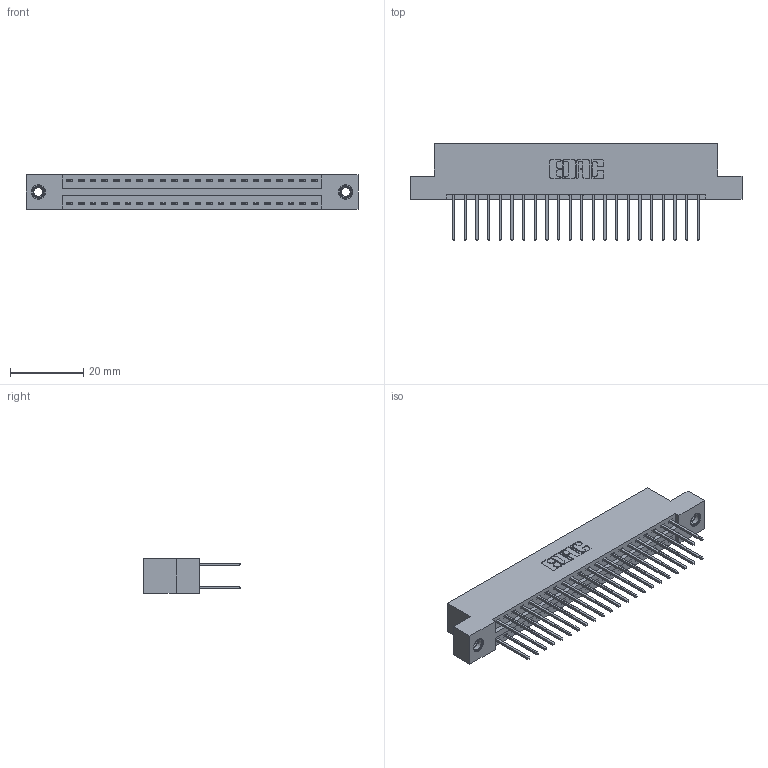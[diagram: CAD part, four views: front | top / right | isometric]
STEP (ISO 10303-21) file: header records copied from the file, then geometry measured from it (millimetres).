
FILE_DESCRIPTION (( 'STEP AP203' ), '1' );
FILE_NAME ('396-044-522-207.STEP', '2019-10-30T11:23:47', ( '' ), ( '' ), 'SwSTEP 2.0', 'SolidWorks 2016', '' );
FILE_SCHEMA (( 'CONFIG_CONTROL_DESIGN' ));
Length unit declared in the file: inch
Products named in the file (4): 345-292-001_345-293-122; 346 Part_Flush Mounting Lugs - 0.156 Dia-TI; 396-044-522-207; 345-250-001_345-250-005-103
Assembly tree (47 placements, depth 2):
  396-044-522-207
    346 Part_Flush Mounting Lugs - 0.156 Dia-TI
    345-292-001_345-293-122  x44
    345-250-001_345-250-005-103  x2
Bounding box: 90.42 x 26.42 x 9.4 mm (x, y, z)
Volume: 8761.3 mm3; surface area: 12285.1 mm2
Topology: 47 solids, 47 shells, 2470 faces, 7285 edges, 4790 vertices
Faces by surface type: plane 1648, cylinder 806, cone 12, torus 4
Entity records: 18254 total; most frequent: CARTESIAN_POINT 3019, ORIENTED_EDGE 2946, DIRECTION 2739, EDGE_CURVE 1473, VECTOR 1233, LINE 1233, VERTEX_POINT 976, AXIS2_PLACEMENT_3D 753
